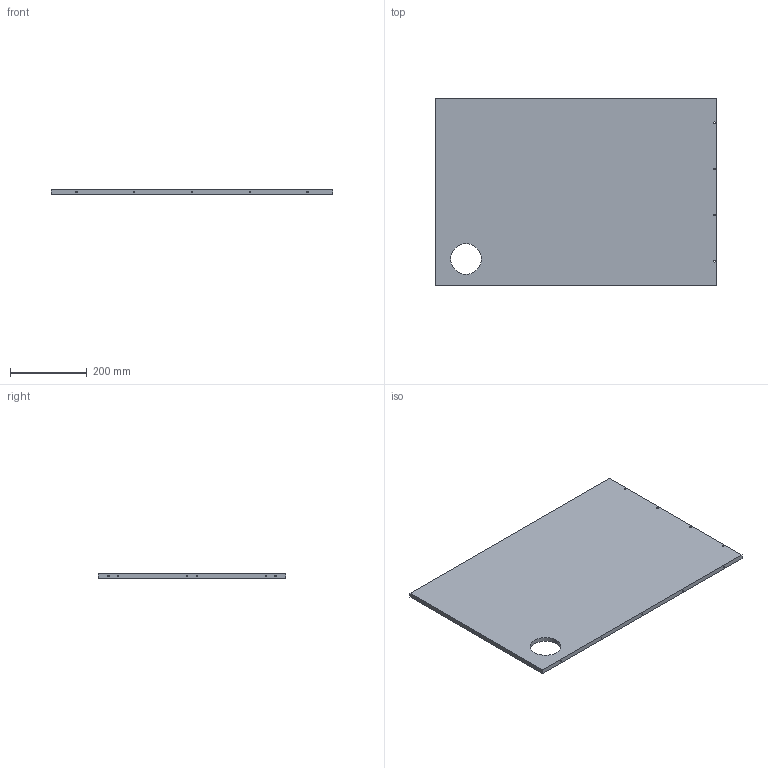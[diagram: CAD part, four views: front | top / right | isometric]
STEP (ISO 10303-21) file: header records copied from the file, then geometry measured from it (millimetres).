
FILE_DESCRIPTION (( 'STEP AP203' ), '1' );
FILE_NAME ('genmitsu-4040-001-002.STEP', '2024-07-19T08:39:06', ( '' ), ( '' ), 'SwSTEP 2.0', 'SolidWorks 2022', '' );
FILE_SCHEMA (( 'CONFIG_CONTROL_DESIGN' ));
Length unit declared in the file: millimetre
Products named in the file (1): genmitsu-4040-001-002
Bounding box: 732 x 488 x 12 mm (x, y, z)
Volume: 4222305.6 mm3; surface area: 740593.5 mm2
Topology: 1 solids, 1 shells, 88 faces, 218 edges, 116 vertices
Faces by surface type: cylinder 42, cone 40, plane 6
Entity records: 2467 total; most frequent: DIRECTION 456, CARTESIAN_POINT 391, ORIENTED_EDGE 372, EDGE_CURVE 186, AXIS2_PLACEMENT_3D 181, VERTEX_POINT 116, EDGE_LOOP 114, VECTOR 94
